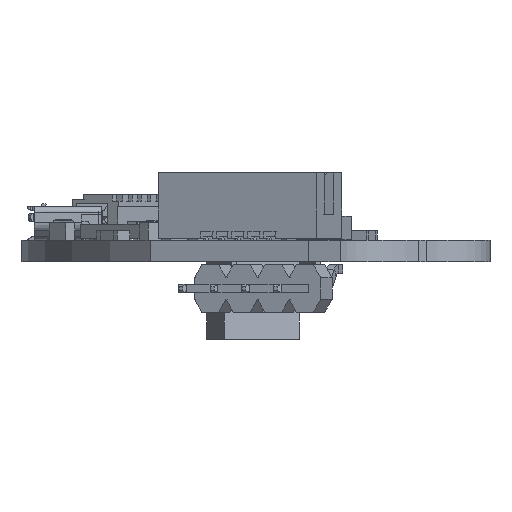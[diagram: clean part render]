
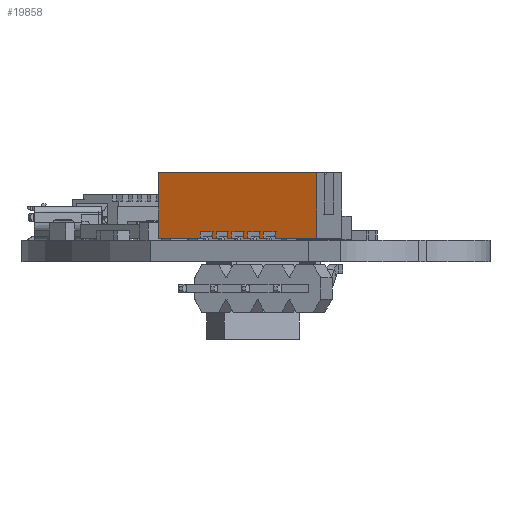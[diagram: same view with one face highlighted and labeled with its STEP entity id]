
A CAD part, front view. The second image highlights one B-rep face of the part: STEP entity #19858.
In plain terms, the highlighted planar face has unit normal (-0.375, -0.927, 0).
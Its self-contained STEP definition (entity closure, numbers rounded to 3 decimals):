
#18270 = VERTEX_POINT('',#18271);
#18271 = CARTESIAN_POINT('',(-8.175,-38.269,
    0.146));
#18277 = EDGE_CURVE('',#18270,#18278,#18280,.T.);
#18278 = VERTEX_POINT('',#18279);
#18279 = CARTESIAN_POINT('',(-8.175,-38.269,
    5.046));
#18280 = LINE('',#18281,#18282);
#18281 = CARTESIAN_POINT('',(-8.175,-38.269,
    0.146));
#18282 = VECTOR('',#18283,1.);
#18283 = DIRECTION('',(0.,0.,1.));
#18846 = VERTEX_POINT('',#18847);
#18847 = CARTESIAN_POINT('',(-16.853,-34.762,
    0.646));
#18853 = EDGE_CURVE('',#18846,#18854,#18856,.T.);
#18854 = VERTEX_POINT('',#18855);
#18855 = CARTESIAN_POINT('',(-15.982,-35.114,
    0.646));
#18856 = LINE('',#18857,#18858);
#18857 = CARTESIAN_POINT('',(-16.853,-34.762,
    0.646));
#18858 = VECTOR('',#18859,1.);
#18859 = DIRECTION('',(0.927,-0.375,
    0.));
#19472 = EDGE_CURVE('',#18278,#19473,#19475,.T.);
#19473 = VERTEX_POINT('',#19474);
#19474 = CARTESIAN_POINT('',(-19.95,-33.511,
    5.046));
#19475 = LINE('',#19476,#19477);
#19476 = CARTESIAN_POINT('',(-8.175,-38.269,
    5.046));
#19477 = VECTOR('',#19478,1.);
#19478 = DIRECTION('',(-0.927,0.375,
    0.));
#19558 = EDGE_CURVE('',#19559,#19473,#19561,.T.);
#19559 = VERTEX_POINT('',#19560);
#19560 = CARTESIAN_POINT('',(-19.95,-33.511,
    0.146));
#19561 = LINE('',#19562,#19563);
#19562 = CARTESIAN_POINT('',(-19.95,-33.511,
    0.146));
#19563 = VECTOR('',#19564,1.);
#19564 = DIRECTION('',(0.,0.,1.));
#19858 = ADVANCED_FACE('',(#19859),#20021,.T.);
#19859 = FACE_BOUND('',#19860,.F.);
#19860 = EDGE_LOOP('',(#19861,#19871,#19879,#19887,#19895,#19903,#19911,
    #19919,#19927,#19935,#19943,#19951,#19959,#19967,#19975,#19981,
    #19982,#19990,#19996,#19997,#19998,#19999,#20007,#20015));
#19861 = ORIENTED_EDGE('',*,*,#19862,.F.);
#19862 = EDGE_CURVE('',#19863,#19865,#19867,.T.);
#19863 = VERTEX_POINT('',#19864);
#19864 = CARTESIAN_POINT('',(-12.143,-36.665,
    0.146));
#19865 = VERTEX_POINT('',#19866);
#19866 = CARTESIAN_POINT('',(-12.143,-36.665,
    0.646));
#19867 = LINE('',#19868,#19869);
#19868 = CARTESIAN_POINT('',(-12.143,-36.665,
    0.146));
#19869 = VECTOR('',#19870,1.);
#19870 = DIRECTION('',(0.,0.,1.));
#19871 = ORIENTED_EDGE('',*,*,#19872,.T.);
#19872 = EDGE_CURVE('',#19863,#19873,#19875,.T.);
#19873 = VERTEX_POINT('',#19874);
#19874 = CARTESIAN_POINT('',(-12.449,-36.542,
    0.146));
#19875 = LINE('',#19876,#19877);
#19876 = CARTESIAN_POINT('',(-12.143,-36.665,
    0.146));
#19877 = VECTOR('',#19878,1.);
#19878 = DIRECTION('',(-0.927,0.375,
    0.));
#19879 = ORIENTED_EDGE('',*,*,#19880,.T.);
#19880 = EDGE_CURVE('',#19873,#19881,#19883,.T.);
#19881 = VERTEX_POINT('',#19882);
#19882 = CARTESIAN_POINT('',(-12.449,-36.542,0.646
    ));
#19883 = LINE('',#19884,#19885);
#19884 = CARTESIAN_POINT('',(-12.449,-36.542,
    0.146));
#19885 = VECTOR('',#19886,1.);
#19886 = DIRECTION('',(0.,0.,1.));
#19887 = ORIENTED_EDGE('',*,*,#19888,.F.);
#19888 = EDGE_CURVE('',#19889,#19881,#19891,.T.);
#19889 = VERTEX_POINT('',#19890);
#19890 = CARTESIAN_POINT('',(-13.321,-36.19,
    0.646));
#19891 = LINE('',#19892,#19893);
#19892 = CARTESIAN_POINT('',(-13.321,-36.19,
    0.646));
#19893 = VECTOR('',#19894,1.);
#19894 = DIRECTION('',(0.927,-0.375,
    0.));
#19895 = ORIENTED_EDGE('',*,*,#19896,.F.);
#19896 = EDGE_CURVE('',#19897,#19889,#19899,.T.);
#19897 = VERTEX_POINT('',#19898);
#19898 = CARTESIAN_POINT('',(-13.321,-36.19,
    0.146));
#19899 = LINE('',#19900,#19901);
#19900 = CARTESIAN_POINT('',(-13.321,-36.19,
    0.146));
#19901 = VECTOR('',#19902,1.);
#19902 = DIRECTION('',(0.,0.,1.));
#19903 = ORIENTED_EDGE('',*,*,#19904,.T.);
#19904 = EDGE_CURVE('',#19897,#19905,#19907,.T.);
#19905 = VERTEX_POINT('',#19906);
#19906 = CARTESIAN_POINT('',(-13.627,-36.066,
    0.146));
#19907 = LINE('',#19908,#19909);
#19908 = CARTESIAN_POINT('',(-13.321,-36.19,
    0.146));
#19909 = VECTOR('',#19910,1.);
#19910 = DIRECTION('',(-0.927,0.375,
    0.));
#19911 = ORIENTED_EDGE('',*,*,#19912,.T.);
#19912 = EDGE_CURVE('',#19905,#19913,#19915,.T.);
#19913 = VERTEX_POINT('',#19914);
#19914 = CARTESIAN_POINT('',(-13.627,-36.066,
    0.646));
#19915 = LINE('',#19916,#19917);
#19916 = CARTESIAN_POINT('',(-13.627,-36.066,
    0.146));
#19917 = VECTOR('',#19918,1.);
#19918 = DIRECTION('',(0.,0.,1.));
#19919 = ORIENTED_EDGE('',*,*,#19920,.F.);
#19920 = EDGE_CURVE('',#19921,#19913,#19923,.T.);
#19921 = VERTEX_POINT('',#19922);
#19922 = CARTESIAN_POINT('',(-14.498,-35.714,
    0.646));
#19923 = LINE('',#19924,#19925);
#19924 = CARTESIAN_POINT('',(-14.498,-35.714,
    0.646));
#19925 = VECTOR('',#19926,1.);
#19926 = DIRECTION('',(0.927,-0.375,
    0.));
#19927 = ORIENTED_EDGE('',*,*,#19928,.F.);
#19928 = EDGE_CURVE('',#19929,#19921,#19931,.T.);
#19929 = VERTEX_POINT('',#19930);
#19930 = CARTESIAN_POINT('',(-14.498,-35.714,
    0.146));
#19931 = LINE('',#19932,#19933);
#19932 = CARTESIAN_POINT('',(-14.498,-35.714,
    0.146));
#19933 = VECTOR('',#19934,1.);
#19934 = DIRECTION('',(0.,0.,1.));
#19935 = ORIENTED_EDGE('',*,*,#19936,.T.);
#19936 = EDGE_CURVE('',#19929,#19937,#19939,.T.);
#19937 = VERTEX_POINT('',#19938);
#19938 = CARTESIAN_POINT('',(-14.804,-35.59,
    0.146));
#19939 = LINE('',#19940,#19941);
#19940 = CARTESIAN_POINT('',(-14.498,-35.714,
    0.146));
#19941 = VECTOR('',#19942,1.);
#19942 = DIRECTION('',(-0.927,0.375,
    0.));
#19943 = ORIENTED_EDGE('',*,*,#19944,.T.);
#19944 = EDGE_CURVE('',#19937,#19945,#19947,.T.);
#19945 = VERTEX_POINT('',#19946);
#19946 = CARTESIAN_POINT('',(-14.804,-35.59,
    0.646));
#19947 = LINE('',#19948,#19949);
#19948 = CARTESIAN_POINT('',(-14.804,-35.59,
    0.146));
#19949 = VECTOR('',#19950,1.);
#19950 = DIRECTION('',(0.,0.,1.));
#19951 = ORIENTED_EDGE('',*,*,#19952,.F.);
#19952 = EDGE_CURVE('',#19953,#19945,#19955,.T.);
#19953 = VERTEX_POINT('',#19954);
#19954 = CARTESIAN_POINT('',(-15.676,-35.238,
    0.646));
#19955 = LINE('',#19956,#19957);
#19956 = CARTESIAN_POINT('',(-15.676,-35.238,
    0.646));
#19957 = VECTOR('',#19958,1.);
#19958 = DIRECTION('',(0.927,-0.375,
    0.));
#19959 = ORIENTED_EDGE('',*,*,#19960,.F.);
#19960 = EDGE_CURVE('',#19961,#19953,#19963,.T.);
#19961 = VERTEX_POINT('',#19962);
#19962 = CARTESIAN_POINT('',(-15.676,-35.238,
    0.146));
#19963 = LINE('',#19964,#19965);
#19964 = CARTESIAN_POINT('',(-15.676,-35.238,
    0.146));
#19965 = VECTOR('',#19966,1.);
#19966 = DIRECTION('',(0.,0.,1.));
#19967 = ORIENTED_EDGE('',*,*,#19968,.T.);
#19968 = EDGE_CURVE('',#19961,#19969,#19971,.T.);
#19969 = VERTEX_POINT('',#19970);
#19970 = CARTESIAN_POINT('',(-15.982,-35.114,
    0.146));
#19971 = LINE('',#19972,#19973);
#19972 = CARTESIAN_POINT('',(-15.676,-35.238,
    0.146));
#19973 = VECTOR('',#19974,1.);
#19974 = DIRECTION('',(-0.927,0.375,
    0.));
#19975 = ORIENTED_EDGE('',*,*,#19976,.T.);
#19976 = EDGE_CURVE('',#19969,#18854,#19977,.T.);
#19977 = LINE('',#19978,#19979);
#19978 = CARTESIAN_POINT('',(-15.982,-35.114,
    0.146));
#19979 = VECTOR('',#19980,1.);
#19980 = DIRECTION('',(0.,0.,1.));
#19981 = ORIENTED_EDGE('',*,*,#18853,.F.);
#19982 = ORIENTED_EDGE('',*,*,#19983,.F.);
#19983 = EDGE_CURVE('',#19984,#18846,#19986,.T.);
#19984 = VERTEX_POINT('',#19985);
#19985 = CARTESIAN_POINT('',(-16.853,-34.762,
    0.146));
#19986 = LINE('',#19987,#19988);
#19987 = CARTESIAN_POINT('',(-16.853,-34.762,
    0.146));
#19988 = VECTOR('',#19989,1.);
#19989 = DIRECTION('',(0.,0.,1.));
#19990 = ORIENTED_EDGE('',*,*,#19991,.T.);
#19991 = EDGE_CURVE('',#19984,#19559,#19992,.T.);
#19992 = LINE('',#19993,#19994);
#19993 = CARTESIAN_POINT('',(-16.853,-34.762,
    0.146));
#19994 = VECTOR('',#19995,1.);
#19995 = DIRECTION('',(-0.927,0.375,
    0.));
#19996 = ORIENTED_EDGE('',*,*,#19558,.T.);
#19997 = ORIENTED_EDGE('',*,*,#19472,.F.);
#19998 = ORIENTED_EDGE('',*,*,#18277,.F.);
#19999 = ORIENTED_EDGE('',*,*,#20000,.T.);
#20000 = EDGE_CURVE('',#18270,#20001,#20003,.T.);
#20001 = VERTEX_POINT('',#20002);
#20002 = CARTESIAN_POINT('',(-11.272,-37.017,
    0.146));
#20003 = LINE('',#20004,#20005);
#20004 = CARTESIAN_POINT('',(-8.175,-38.269,
    0.146));
#20005 = VECTOR('',#20006,1.);
#20006 = DIRECTION('',(-0.927,0.375,
    0.));
#20007 = ORIENTED_EDGE('',*,*,#20008,.T.);
#20008 = EDGE_CURVE('',#20001,#20009,#20011,.T.);
#20009 = VERTEX_POINT('',#20010);
#20010 = CARTESIAN_POINT('',(-11.272,-37.017,
    0.646));
#20011 = LINE('',#20012,#20013);
#20012 = CARTESIAN_POINT('',(-11.272,-37.017,
    0.146));
#20013 = VECTOR('',#20014,1.);
#20014 = DIRECTION('',(0.,0.,1.));
#20015 = ORIENTED_EDGE('',*,*,#20016,.F.);
#20016 = EDGE_CURVE('',#19865,#20009,#20017,.T.);
#20017 = LINE('',#20018,#20019);
#20018 = CARTESIAN_POINT('',(-12.143,-36.665,
    0.646));
#20019 = VECTOR('',#20020,1.);
#20020 = DIRECTION('',(0.927,-0.375,
    0.));
#20021 = PLANE('',#20022);
#20022 = AXIS2_PLACEMENT_3D('',#20023,#20024,#20025);
#20023 = CARTESIAN_POINT('',(-8.175,-38.269,
    0.146));
#20024 = DIRECTION('',(-0.375,-0.927,0.));
#20025 = DIRECTION('',(0.,0.,1.));
